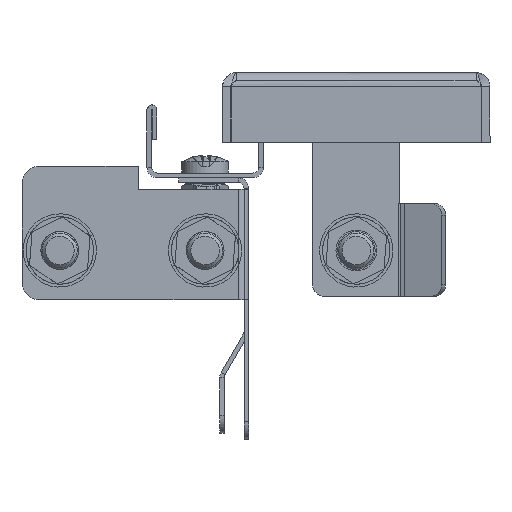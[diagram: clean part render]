
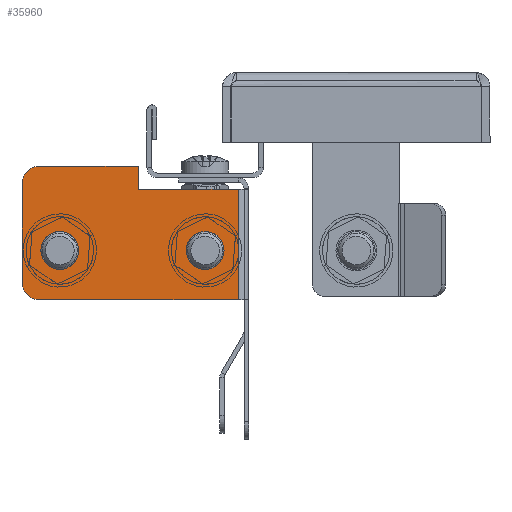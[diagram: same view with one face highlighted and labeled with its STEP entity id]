
A CAD part, left-side view. The second image highlights one B-rep face of the part: STEP entity #35960.
In plain terms, the highlighted planar face has unit normal (-1, 0, 0).
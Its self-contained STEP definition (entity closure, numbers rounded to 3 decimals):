
#104 = ORIENTED_EDGE ( 'NONE', *, *, #18109, .F. ) ;
#503 = CARTESIAN_POINT ( 'NONE',  ( -453., 54.5, -39.1 ) ) ;
#1028 = ORIENTED_EDGE ( 'NONE', *, *, #4860, .T. ) ;
#1531 = CIRCLE ( 'NONE', #12705, 3. ) ;
#2341 = ORIENTED_EDGE ( 'NONE', *, *, #27662, .T. ) ;
#2655 = CIRCLE ( 'NONE', #46741, 3.25 ) ;
#2795 = CARTESIAN_POINT ( 'NONE',  ( -453., 54.5, -36.1 ) ) ;
#2829 = DIRECTION ( 'NONE',  ( -1., 0., 0. ) ) ;
#2879 = CARTESIAN_POINT ( 'NONE',  ( -453., 19.3, -16.1 ) ) ;
#3589 = AXIS2_PLACEMENT_3D ( 'NONE', #20265, #24626, #51683 ) ;
#4860 = EDGE_CURVE ( 'NONE', #19939, #26721, #27025, .T. ) ;
#4865 = EDGE_CURVE ( 'NONE', #15672, #5219, #45206, .T. ) ;
#4928 = PLANE ( 'NONE',  #19659 ) ;
#5219 = VERTEX_POINT ( 'NONE', #54858 ) ;
#5310 = DIRECTION ( 'NONE',  ( -1., 0., 0. ) ) ;
#6453 = EDGE_CURVE ( 'NONE', #34168, #56842, #13143, .T. ) ;
#6454 = ORIENTED_EDGE ( 'NONE', *, *, #19289, .T. ) ;
#7027 = EDGE_LOOP ( 'NONE', ( #2341, #23204, #47969, #42900, #6454, #26741, #38341, #1028 ) ) ;
#7289 = DIRECTION ( 'NONE',  ( 0., -1., 0. ) ) ;
#10325 = DIRECTION ( 'NONE',  ( 0., -1., 0. ) ) ;
#10879 = VERTEX_POINT ( 'NONE', #503 ) ;
#11713 = VERTEX_POINT ( 'NONE', #47078 ) ;
#12705 = AXIS2_PLACEMENT_3D ( 'NONE', #2795, #34320, #7289 ) ;
#12900 = FACE_BOUND ( 'NONE', #54245, .T. ) ;
#13143 = LINE ( 'NONE', #43739, #50364 ) ;
#14699 = EDGE_CURVE ( 'NONE', #42820, #34168, #30122, .T. ) ;
#15020 = EDGE_CURVE ( 'NONE', #26753, #19939, #25818, .T. ) ;
#15107 = DIRECTION ( 'NONE',  ( 0., 0., 1. ) ) ;
#15672 = VERTEX_POINT ( 'NONE', #40669 ) ;
#15701 = DIRECTION ( 'NONE',  ( 0., 0., 1. ) ) ;
#16803 = CARTESIAN_POINT ( 'NONE',  ( -453., 19.3, -39.1 ) ) ;
#17537 = DIRECTION ( 'NONE',  ( 0., -1., 0. ) ) ;
#18109 = EDGE_CURVE ( 'NONE', #5219, #15672, #32139, .T. ) ;
#19289 = EDGE_CURVE ( 'NONE', #10879, #50866, #33769, .T. ) ;
#19575 = CARTESIAN_POINT ( 'NONE',  ( -453., 57.5, -19.1 ) ) ;
#19659 = AXIS2_PLACEMENT_3D ( 'NONE', #32108, #5310, #31526 ) ;
#19939 = VERTEX_POINT ( 'NONE', #43420 ) ;
#19990 = CARTESIAN_POINT ( 'NONE',  ( -453., 37.5, -40.6 ) ) ;
#20265 = CARTESIAN_POINT ( 'NONE',  ( -453., 26., -30.6 ) ) ;
#20718 = CARTESIAN_POINT ( 'NONE',  ( -453., 51., -30.6 ) ) ;
#21767 = VECTOR ( 'NONE', #38806, 1000. ) ;
#23204 = ORIENTED_EDGE ( 'NONE', *, *, #14699, .T. ) ;
#24275 = DIRECTION ( 'NONE',  ( -1., 0., 0. ) ) ;
#24468 = CARTESIAN_POINT ( 'NONE',  ( -453., 20.3, -20.1 ) ) ;
#24626 = DIRECTION ( 'NONE',  ( -1., 0., 0. ) ) ;
#25087 = EDGE_LOOP ( 'NONE', ( #104, #56607 ) ) ;
#25818 = LINE ( 'NONE', #48392, #58074 ) ;
#26332 = FACE_OUTER_BOUND ( 'NONE', #7027, .T. ) ;
#26721 = VERTEX_POINT ( 'NONE', #51928 ) ;
#26741 = ORIENTED_EDGE ( 'NONE', *, *, #45791, .T. ) ;
#26753 = VERTEX_POINT ( 'NONE', #24468 ) ;
#26858 = EDGE_CURVE ( 'NONE', #31211, #11713, #2655, .T. ) ;
#27025 = LINE ( 'NONE', #19990, #36892 ) ;
#27662 = EDGE_CURVE ( 'NONE', #26721, #42820, #57918, .T. ) ;
#27774 = VECTOR ( 'NONE', #49105, 1000. ) ;
#28781 = DIRECTION ( 'NONE',  ( 0., -1., 0. ) ) ;
#30122 = CIRCLE ( 'NONE', #52940, 3. ) ;
#30283 = EDGE_CURVE ( 'NONE', #11713, #31211, #54255, .T. ) ;
#31211 = VERTEX_POINT ( 'NONE', #56670 ) ;
#31526 = DIRECTION ( 'NONE',  ( 0., -1., 0. ) ) ;
#31955 = CARTESIAN_POINT ( 'NONE',  ( -453., 57.5, -36.1 ) ) ;
#32108 = CARTESIAN_POINT ( 'NONE',  ( -453., 19.3, -40.6 ) ) ;
#32139 = CIRCLE ( 'NONE', #3589, 3.25 ) ;
#33762 = EDGE_CURVE ( 'NONE', #56842, #10879, #1531, .T. ) ;
#33769 = LINE ( 'NONE', #16803, #21767 ) ;
#34045 = CARTESIAN_POINT ( 'NONE',  ( -453., 26., -30.6 ) ) ;
#34168 = VERTEX_POINT ( 'NONE', #19575 ) ;
#34320 = DIRECTION ( 'NONE',  ( -1., 0., 0. ) ) ;
#34602 = ORIENTED_EDGE ( 'NONE', *, *, #26858, .F. ) ;
#34616 = DIRECTION ( 'NONE',  ( 0., -1., 0. ) ) ;
#35960 = ADVANCED_FACE ( 'NONE', ( #38234, #12900, #26332 ), #4928, .T. ) ;
#36892 = VECTOR ( 'NONE', #15107, 1000. ) ;
#37305 = DIRECTION ( 'NONE',  ( -1., 0., 0. ) ) ;
#37829 = CARTESIAN_POINT ( 'NONE',  ( -453., 51., -30.6 ) ) ;
#38234 = FACE_BOUND ( 'NONE', #25087, .T. ) ;
#38341 = ORIENTED_EDGE ( 'NONE', *, *, #15020, .T. ) ;
#38451 = AXIS2_PLACEMENT_3D ( 'NONE', #37829, #24275, #28781 ) ;
#38673 = LINE ( 'NONE', #51031, #51328 ) ;
#38806 = DIRECTION ( 'NONE',  ( 0., -1., 0. ) ) ;
#40669 = CARTESIAN_POINT ( 'NONE',  ( -453., 29.25, -30.6 ) ) ;
#42737 = ORIENTED_EDGE ( 'NONE', *, *, #30283, .F. ) ;
#42820 = VERTEX_POINT ( 'NONE', #47451 ) ;
#42900 = ORIENTED_EDGE ( 'NONE', *, *, #33762, .T. ) ;
#43177 = DIRECTION ( 'NONE',  ( -1., 0., 0. ) ) ;
#43420 = CARTESIAN_POINT ( 'NONE',  ( -453., 37.5, -20.1 ) ) ;
#43739 = CARTESIAN_POINT ( 'NONE',  ( -453., 57.5, -40.6 ) ) ;
#45206 = CIRCLE ( 'NONE', #49170, 3.25 ) ;
#45791 = EDGE_CURVE ( 'NONE', #50866, #26753, #38673, .T. ) ;
#46741 = AXIS2_PLACEMENT_3D ( 'NONE', #20718, #2829, #17537 ) ;
#47078 = CARTESIAN_POINT ( 'NONE',  ( -453., 54.25, -30.6 ) ) ;
#47451 = CARTESIAN_POINT ( 'NONE',  ( -453., 54.5, -16.1 ) ) ;
#47969 = ORIENTED_EDGE ( 'NONE', *, *, #6453, .T. ) ;
#48392 = CARTESIAN_POINT ( 'NONE',  ( -453., 19.3, -20.1 ) ) ;
#49105 = DIRECTION ( 'NONE',  ( 0., 1., 0. ) ) ;
#49170 = AXIS2_PLACEMENT_3D ( 'NONE', #34045, #43177, #34616 ) ;
#49365 = CARTESIAN_POINT ( 'NONE',  ( -453., 20.3, -39.1 ) ) ;
#50364 = VECTOR ( 'NONE', #58221, 1000. ) ;
#50866 = VERTEX_POINT ( 'NONE', #49365 ) ;
#51031 = CARTESIAN_POINT ( 'NONE',  ( -453., 20.3, -40.6 ) ) ;
#51328 = VECTOR ( 'NONE', #15701, 1000. ) ;
#51683 = DIRECTION ( 'NONE',  ( 0., -1., 0. ) ) ;
#51928 = CARTESIAN_POINT ( 'NONE',  ( -453., 37.5, -16.1 ) ) ;
#52346 = DIRECTION ( 'NONE',  ( 0., 1., 0. ) ) ;
#52940 = AXIS2_PLACEMENT_3D ( 'NONE', #54877, #37305, #10325 ) ;
#54245 = EDGE_LOOP ( 'NONE', ( #34602, #42737 ) ) ;
#54255 = CIRCLE ( 'NONE', #38451, 3.25 ) ;
#54858 = CARTESIAN_POINT ( 'NONE',  ( -453., 22.75, -30.6 ) ) ;
#54877 = CARTESIAN_POINT ( 'NONE',  ( -453., 54.5, -19.1 ) ) ;
#56607 = ORIENTED_EDGE ( 'NONE', *, *, #4865, .F. ) ;
#56670 = CARTESIAN_POINT ( 'NONE',  ( -453., 47.75, -30.6 ) ) ;
#56842 = VERTEX_POINT ( 'NONE', #31955 ) ;
#57918 = LINE ( 'NONE', #2879, #27774 ) ;
#58074 = VECTOR ( 'NONE', #52346, 1000. ) ;
#58221 = DIRECTION ( 'NONE',  ( 0., 0., -1. ) ) ;
